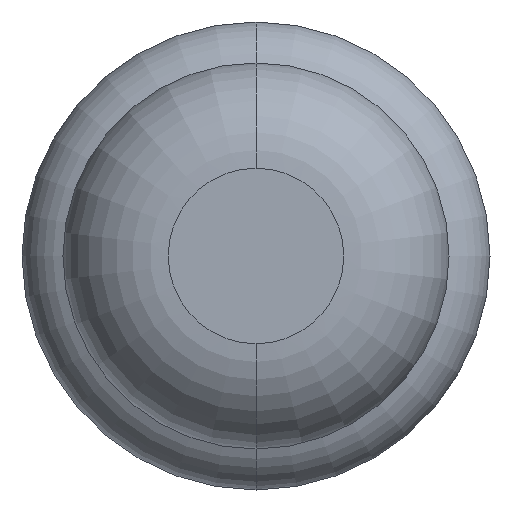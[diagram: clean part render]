
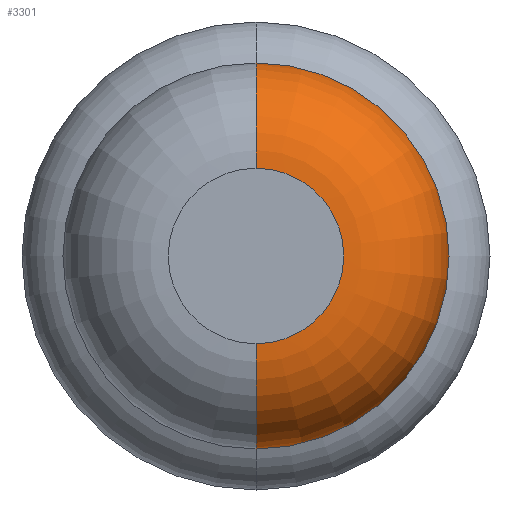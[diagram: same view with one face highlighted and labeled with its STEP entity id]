
A CAD part, front view. The second image highlights one B-rep face of the part: STEP entity #3301.
In plain terms, the highlighted toroidal (fillet/blend) face has major radius 0.375 mm and minor radius 0.45 mm.
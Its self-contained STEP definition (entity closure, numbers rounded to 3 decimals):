
#33 = ORIENTED_EDGE ( 'NONE', *, *, #3171, .F. ) ;
#57 = DIRECTION ( 'NONE',  ( 0., 0., 1. ) ) ;
#196 = AXIS2_PLACEMENT_3D ( 'NONE', #3202, #1776, #378 ) ;
#322 = CARTESIAN_POINT ( 'NONE',  ( 0., -25.55, 0.375 ) ) ;
#378 = DIRECTION ( 'NONE',  ( 0., 0., -1. ) ) ;
#380 = ORIENTED_EDGE ( 'NONE', *, *, #3304, .T. ) ;
#384 = TOROIDAL_SURFACE ( 'NONE', #1598, 0.375, 0.45 ) ;
#443 = DIRECTION ( 'NONE',  ( 0., 1., 0. ) ) ;
#562 = FACE_OUTER_BOUND ( 'NONE', #2766, .T. ) ;
#761 = AXIS2_PLACEMENT_3D ( 'NONE', #2122, #2389, #3545 ) ;
#765 = CARTESIAN_POINT ( 'NONE',  ( 0., -26., 0. ) ) ;
#1031 = DIRECTION ( 'NONE',  ( 0., 0., 1. ) ) ;
#1232 = CIRCLE ( 'NONE', #196, 0.45 ) ;
#1250 = VERTEX_POINT ( 'NONE', #3479 ) ;
#1598 = AXIS2_PLACEMENT_3D ( 'NONE', #3294, #443, #1868 ) ;
#1723 = ORIENTED_EDGE ( 'NONE', *, *, #3032, .T. ) ;
#1755 = DIRECTION ( 'NONE',  ( -1., 0., 0. ) ) ;
#1769 = AXIS2_PLACEMENT_3D ( 'NONE', #322, #1755, #57 ) ;
#1776 = DIRECTION ( 'NONE',  ( 1., 0., 0. ) ) ;
#1868 = DIRECTION ( 'NONE',  ( 0., 0., 1. ) ) ;
#1957 = EDGE_CURVE ( 'NONE', #2237, #1978, #2077, .T. ) ;
#1978 = VERTEX_POINT ( 'NONE', #2880 ) ;
#2077 = CIRCLE ( 'NONE', #1769, 0.45 ) ;
#2122 = CARTESIAN_POINT ( 'NONE',  ( 0., -25.55, 0. ) ) ;
#2158 = CIRCLE ( 'NONE', #761, 0.825 ) ;
#2237 = VERTEX_POINT ( 'NONE', #2768 ) ;
#2326 = VERTEX_POINT ( 'NONE', #3412 ) ;
#2389 = DIRECTION ( 'NONE',  ( 0., 1., 0. ) ) ;
#2405 = ORIENTED_EDGE ( 'NONE', *, *, #1957, .F. ) ;
#2572 = CIRCLE ( 'NONE', #3122, 0.375 ) ;
#2743 = DIRECTION ( 'NONE',  ( 0., 1., 0. ) ) ;
#2766 = EDGE_LOOP ( 'NONE', ( #380, #1723, #33, #2405 ) ) ;
#2768 = CARTESIAN_POINT ( 'NONE',  ( 0., -26., 0.375 ) ) ;
#2880 = CARTESIAN_POINT ( 'NONE',  ( 0., -25.55, 0.825 ) ) ;
#3032 = EDGE_CURVE ( 'NONE', #2326, #1250, #1232, .T. ) ;
#3122 = AXIS2_PLACEMENT_3D ( 'NONE', #765, #2743, #1031 ) ;
#3171 = EDGE_CURVE ( 'Defeature ausgef�hrt3_8+Defeature ausgef�hrt3_7+Defeature ausgef�hrt3_7+Defeature ausgef�hrt3_7', #1978, #1250, #2158, .T. ) ;
#3202 = CARTESIAN_POINT ( 'NONE',  ( 0., -25.55, -0.375 ) ) ;
#3294 = CARTESIAN_POINT ( 'NONE',  ( 0., -25.55, 0. ) ) ;
#3301 = ADVANCED_FACE ( 'Defeature ausgef�hrt3_7', ( #562 ), #384, .T. ) ;
#3304 = EDGE_CURVE ( 'Defeature ausgef�hrt3_7+Defeature ausgef�hrt3_6+Defeature ausgef�hrt3_6+Defeature ausgef�hrt3_6', #2237, #2326, #2572, .T. ) ;
#3412 = CARTESIAN_POINT ( 'NONE',  ( 0., -26., -0.375 ) ) ;
#3479 = CARTESIAN_POINT ( 'NONE',  ( 0., -25.55, -0.825 ) ) ;
#3545 = DIRECTION ( 'NONE',  ( 0., 0., 1. ) ) ;
